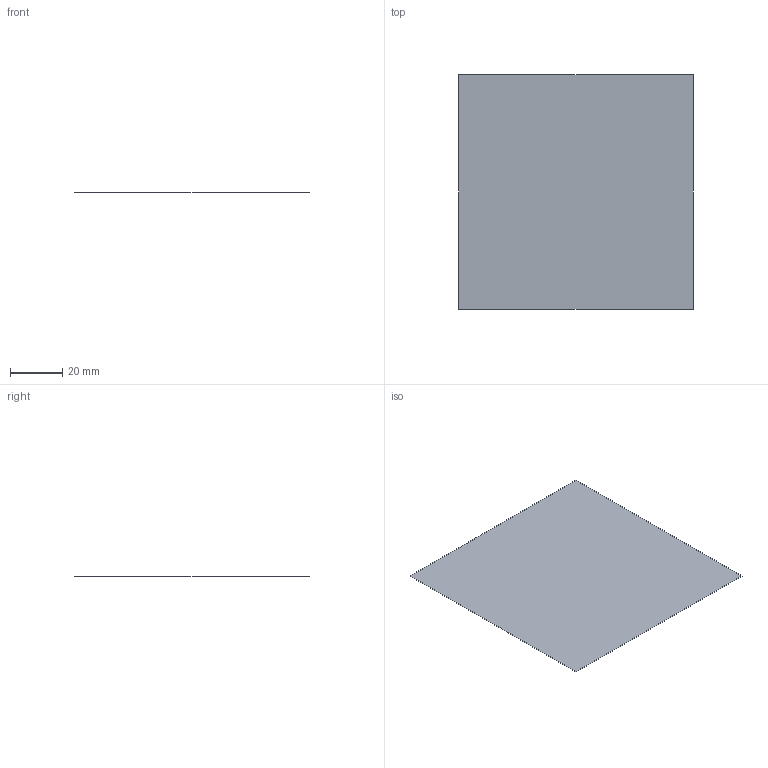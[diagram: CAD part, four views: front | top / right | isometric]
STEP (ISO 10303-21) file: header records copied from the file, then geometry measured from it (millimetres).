
FILE_DESCRIPTION(('Model'),'1');
FILE_NAME('Euclid Shape Model','2001-08-16T09:50:34',('Author'),( 'MATRA-DATAVISION'),'CASCADE STEP processor V4.0', 'MATRA-DATAVISION CASCADE OL 4.0','Unknown');
FILE_SCHEMA(('AUTOMOTIVE_DESIGN { 1 2 10303 214 0 1 1 1 }'));
Length unit declared in the file: millimetre
Products named in the file (3): Assembly C2; Surface; Curve
Assembly tree (2 placements, depth 2):
  Assembly C2
    Surface
    Curve
Bounding box: 90 x 90 x 0 mm (x, y, z)
Surface area: 8100 mm2 (no closed solid volume)
Topology: 0 solids, 1 shells, 1 faces, 5 edges, 6 vertices
Faces by surface type: bspline 1
Entity records: 119 total; most frequent: CARTESIAN_POINT 30, DIRECTION 6, PRODUCT_DEFINITION_SHAPE 5, B_SPLINE_CURVE_WITH_KNOTS 5, ORIENTED_EDGE 4, EDGE_CURVE 4, VERTEX_POINT 4, SHAPE_DEFINITION_REPRESENTATION 3
